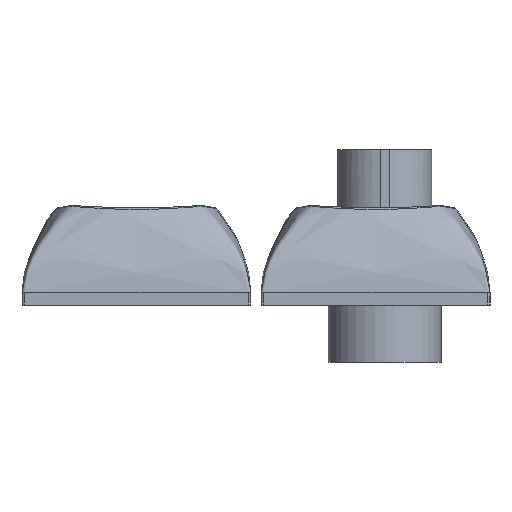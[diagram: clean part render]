
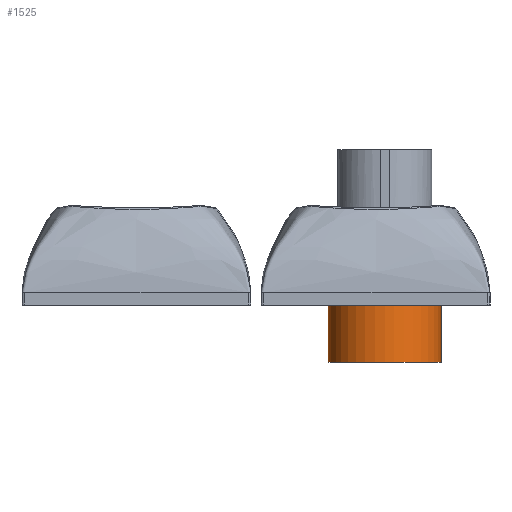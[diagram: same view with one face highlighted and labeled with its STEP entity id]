
A CAD part, left-side view. The second image highlights one B-rep face of the part: STEP entity #1525.
In plain terms, the highlighted cylindrical face has radius 4.5 mm (diameter 9 mm), a full revolution.
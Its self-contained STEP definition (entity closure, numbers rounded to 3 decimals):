
#89=CYLINDRICAL_SURFACE('',#1669,4.5);
#118=CIRCLE('',#1663,4.5);
#120=CIRCLE('',#1666,4.5);
#207=FACE_OUTER_BOUND('',#300,.T.);
#300=EDGE_LOOP('',(#1360,#1361,#1362,#1363));
#464=LINE('',#3493,#628);
#628=VECTOR('',#2072,4.5);
#755=VERTEX_POINT('',#3481);
#757=VERTEX_POINT('',#3486);
#956=EDGE_CURVE('',#755,#755,#118,.T.);
#958=EDGE_CURVE('',#757,#757,#120,.T.);
#961=EDGE_CURVE('',#755,#757,#464,.T.);
#1360=ORIENTED_EDGE('',*,*,#956,.F.);
#1361=ORIENTED_EDGE('',*,*,#961,.T.);
#1362=ORIENTED_EDGE('',*,*,#958,.T.);
#1363=ORIENTED_EDGE('',*,*,#961,.F.);
#1525=ADVANCED_FACE('',(#207),#89,.T.);
#1663=AXIS2_PLACEMENT_3D('',#3482,#2058,#2059);
#1666=AXIS2_PLACEMENT_3D('',#3487,#2064,#2065);
#1669=AXIS2_PLACEMENT_3D('',#3492,#2070,#2071);
#2058=DIRECTION('center_axis',(0.,0.,
-1.));
#2059=DIRECTION('ref_axis',(1.,0.,0.));
#2064=DIRECTION('center_axis',(0.,0.,-1.));
#2065=DIRECTION('ref_axis',(1.,0.,0.));
#2070=DIRECTION('center_axis',(0.,0.,-1.));
#2071=DIRECTION('ref_axis',(1.,0.,0.));
#2072=DIRECTION('',(0.,0.,1.));
#3481=CARTESIAN_POINT('',(12.95,-10.8,15.89));
#3482=CARTESIAN_POINT('Origin',(17.45,-10.8,15.89));
#3486=CARTESIAN_POINT('',(12.95,-10.8,21.79));
#3487=CARTESIAN_POINT('Origin',(17.45,-10.8,21.79));
#3492=CARTESIAN_POINT('Origin',(17.45,-10.8,21.79));
#3493=CARTESIAN_POINT('',(12.95,-10.8,21.79));
